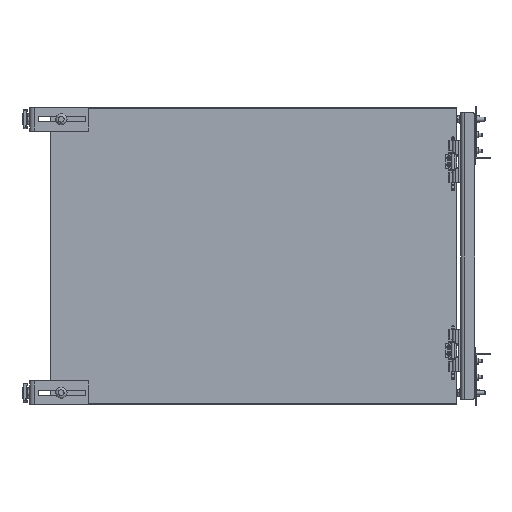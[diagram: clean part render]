
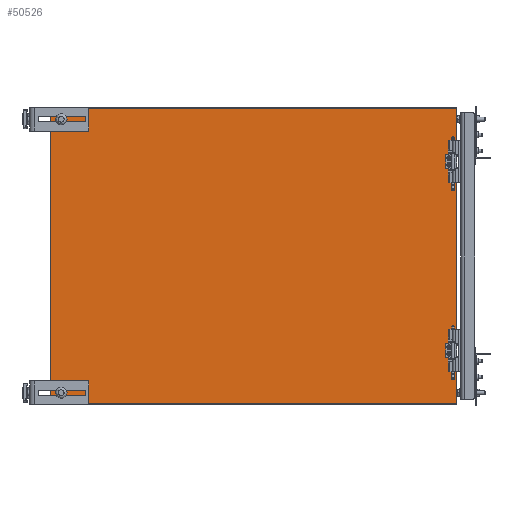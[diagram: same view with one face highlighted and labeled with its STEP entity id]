
A CAD part, front view. The second image highlights one B-rep face of the part: STEP entity #50526.
In plain terms, the highlighted planar face has unit normal (0, -1, 0).
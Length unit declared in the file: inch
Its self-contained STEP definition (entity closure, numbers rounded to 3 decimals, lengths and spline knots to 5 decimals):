
#1011 = DIRECTION ( 'NONE',  ( 0., 0., -1. ) ) ;
#5474 = DIRECTION ( 'NONE',  ( 0., 0., -1. ) ) ;
#6734 = CARTESIAN_POINT ( 'NONE',  ( 15.0626, -0.05984, 0. ) ) ;
#7178 = DIRECTION ( 'NONE',  ( 0., -1., 0. ) ) ;
#9939 = VERTEX_POINT ( 'NONE', #83331 ) ;
#11183 = ORIENTED_EDGE ( 'NONE', *, *, #85483, .F. ) ;
#18939 = FACE_OUTER_BOUND ( 'NONE', #85322, .T. ) ;
#24682 = LINE ( 'NONE', #76329, #76527 ) ;
#27313 = VECTOR ( 'NONE', #1011, 39.37008 ) ;
#28056 = VECTOR ( 'NONE', #57208, 39.37008 ) ;
#30717 = LINE ( 'NONE', #77131, #28056 ) ;
#35694 = VERTEX_POINT ( 'NONE', #59265 ) ;
#37393 = VERTEX_POINT ( 'NONE', #80052 ) ;
#41707 = CARTESIAN_POINT ( 'NONE',  ( 15.0626, -0.05984, -10.94016 ) ) ;
#41812 = LINE ( 'NONE', #60494, #27313 ) ;
#49371 = ORIENTED_EDGE ( 'NONE', *, *, #76356, .F. ) ;
#49942 = ORIENTED_EDGE ( 'NONE', *, *, #60457, .F. ) ;
#50526 = ADVANCED_FACE ( 'NONE', ( #18939 ), #66221, .T. ) ;
#56663 = VERTEX_POINT ( 'NONE', #84443 ) ;
#57208 = DIRECTION ( 'NONE',  ( 0., 0., 1. ) ) ;
#59265 = CARTESIAN_POINT ( 'NONE',  ( 30.1252, -0.05984, -10.94016 ) ) ;
#60457 = EDGE_CURVE ( 'NONE', #56663, #9939, #30717, .T. ) ;
#60494 = CARTESIAN_POINT ( 'NONE',  ( 30.1252, -0.05984, 0. ) ) ;
#64701 = EDGE_CURVE ( 'NONE', #35694, #56663, #74657, .T. ) ;
#66221 = PLANE ( 'NONE',  #82988 ) ;
#68226 = VECTOR ( 'NONE', #80719, 39.37008 ) ;
#74657 = LINE ( 'NONE', #41707, #68226 ) ;
#76329 = CARTESIAN_POINT ( 'NONE',  ( 15.0626, -0.05984, 10.94016 ) ) ;
#76356 = EDGE_CURVE ( 'NONE', #37393, #35694, #41812, .T. ) ;
#76527 = VECTOR ( 'NONE', #76762, 39.37008 ) ;
#76762 = DIRECTION ( 'NONE',  ( 1., 0., 0. ) ) ;
#77131 = CARTESIAN_POINT ( 'NONE',  ( 0.05984, -0.05984, 0. ) ) ;
#78551 = ORIENTED_EDGE ( 'NONE', *, *, #64701, .F. ) ;
#80052 = CARTESIAN_POINT ( 'NONE',  ( 30.1252, -0.05984, 10.94016 ) ) ;
#80719 = DIRECTION ( 'NONE',  ( -1., 0., 0. ) ) ;
#82988 = AXIS2_PLACEMENT_3D ( 'NONE', #6734, #7178, #5474 ) ;
#83331 = CARTESIAN_POINT ( 'NONE',  ( 0.05984, -0.05984, 10.94016 ) ) ;
#84443 = CARTESIAN_POINT ( 'NONE',  ( 0.05984, -0.05984, -10.94016 ) ) ;
#85322 = EDGE_LOOP ( 'NONE', ( #49371, #11183, #49942, #78551 ) ) ;
#85483 = EDGE_CURVE ( 'NONE', #9939, #37393, #24682, .T. ) ;
